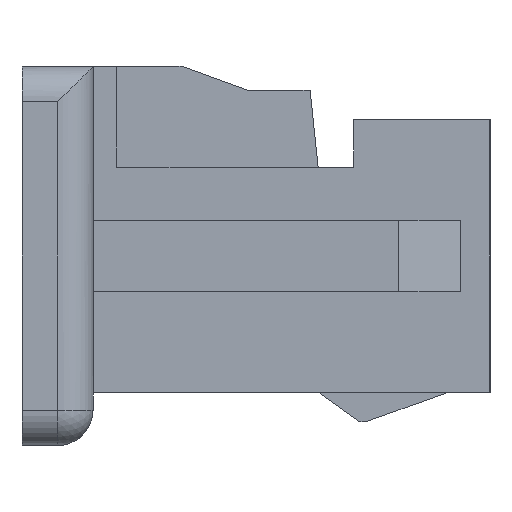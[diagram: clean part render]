
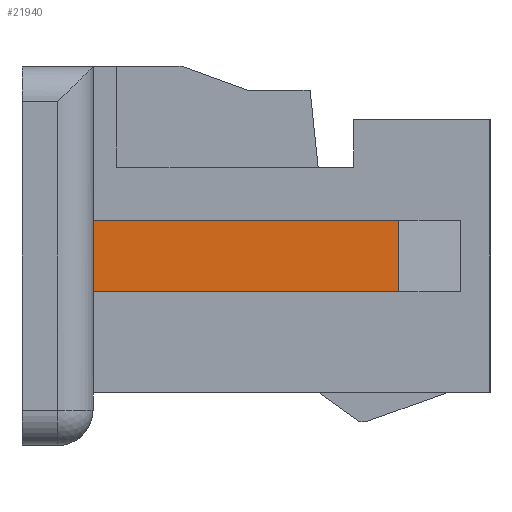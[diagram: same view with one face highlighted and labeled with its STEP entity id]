
A CAD part, left-side view. The second image highlights one B-rep face of the part: STEP entity #21940.
In plain terms, the highlighted planar face has unit normal (-1, 0, 0).
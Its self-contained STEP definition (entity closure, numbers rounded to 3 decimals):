
#17705 = PLANE('',#17706);
#17706 = AXIS2_PLACEMENT_3D('',#17707,#17708,#17709);
#17707 = CARTESIAN_POINT('',(9.6,1.375,-1.6));
#17708 = DIRECTION('',(0.,-1.,0.));
#17709 = DIRECTION('',(1.,0.,0.));
#19614 = VERTEX_POINT('',#19615);
#19615 = CARTESIAN_POINT('',(-9.9,1.375,0.3));
#19629 = PLANE('',#19630);
#19630 = AXIS2_PLACEMENT_3D('',#19631,#19632,#19633);
#19631 = CARTESIAN_POINT('',(0.,0.,0.3));
#19632 = DIRECTION('',(0.,0.,1.));
#19633 = DIRECTION('',(1.,0.,0.));
#19641 = EDGE_CURVE('',#19642,#19614,#19644,.T.);
#19642 = VERTEX_POINT('',#19643);
#19643 = CARTESIAN_POINT('',(-9.9,1.375,-0.3));
#19644 = SURFACE_CURVE('',#19645,(#19649,#19656),.PCURVE_S1.);
#19645 = LINE('',#19646,#19647);
#19646 = CARTESIAN_POINT('',(-9.9,1.375,-0.3));
#19647 = VECTOR('',#19648,1.);
#19648 = DIRECTION('',(0.,0.,1.));
#19649 = PCURVE('',#17705,#19650);
#19650 = DEFINITIONAL_REPRESENTATION('',(#19651),#19655);
#19651 = LINE('',#19652,#19653);
#19652 = CARTESIAN_POINT('',(-19.5,1.3));
#19653 = VECTOR('',#19654,1.);
#19654 = DIRECTION('',(0.,1.));
#19655 = ( GEOMETRIC_REPRESENTATION_CONTEXT(2) 
PARAMETRIC_REPRESENTATION_CONTEXT() REPRESENTATION_CONTEXT('2D SPACE',''
  ) );
#19656 = PCURVE('',#19657,#19662);
#19657 = PLANE('',#19658);
#19658 = AXIS2_PLACEMENT_3D('',#19659,#19660,#19661);
#19659 = CARTESIAN_POINT('',(-9.9,1.375,-0.3));
#19660 = DIRECTION('',(-1.,0.,0.));
#19661 = DIRECTION('',(0.,-1.,0.));
#19662 = DEFINITIONAL_REPRESENTATION('',(#19663),#19667);
#19663 = LINE('',#19664,#19665);
#19664 = CARTESIAN_POINT('',(0.,0.));
#19665 = VECTOR('',#19666,1.);
#19666 = DIRECTION('',(0.,1.));
#19667 = ( GEOMETRIC_REPRESENTATION_CONTEXT(2) 
PARAMETRIC_REPRESENTATION_CONTEXT() REPRESENTATION_CONTEXT('2D SPACE',''
  ) );
#19685 = PLANE('',#19686);
#19686 = AXIS2_PLACEMENT_3D('',#19687,#19688,#19689);
#19687 = CARTESIAN_POINT('',(0.,0.,-0.3));
#19688 = DIRECTION('',(0.,0.,1.));
#19689 = DIRECTION('',(1.,0.,0.));
#20236 = PLANE('',#20237);
#20237 = AXIS2_PLACEMENT_3D('',#20238,#20239,#20240);
#20238 = CARTESIAN_POINT('',(-9.9,-1.205,-0.3));
#20239 = DIRECTION('',(-0.866,-0.5,0.));
#20240 = DIRECTION('',(0.5,-0.866,0.));
#21723 = VERTEX_POINT('',#21724);
#21724 = CARTESIAN_POINT('',(-9.9,-1.205,0.3));
#21745 = EDGE_CURVE('',#19614,#21723,#21746,.T.);
#21746 = SURFACE_CURVE('',#21747,(#21751,#21758),.PCURVE_S1.);
#21747 = LINE('',#21748,#21749);
#21748 = CARTESIAN_POINT('',(-9.9,1.375,0.3));
#21749 = VECTOR('',#21750,1.);
#21750 = DIRECTION('',(0.,-1.,0.));
#21751 = PCURVE('',#19629,#21752);
#21752 = DEFINITIONAL_REPRESENTATION('',(#21753),#21757);
#21753 = LINE('',#21754,#21755);
#21754 = CARTESIAN_POINT('',(-9.9,1.375));
#21755 = VECTOR('',#21756,1.);
#21756 = DIRECTION('',(0.,-1.));
#21757 = ( GEOMETRIC_REPRESENTATION_CONTEXT(2) 
PARAMETRIC_REPRESENTATION_CONTEXT() REPRESENTATION_CONTEXT('2D SPACE',''
  ) );
#21758 = PCURVE('',#19657,#21759);
#21759 = DEFINITIONAL_REPRESENTATION('',(#21760),#21764);
#21760 = LINE('',#21761,#21762);
#21761 = CARTESIAN_POINT('',(0.,0.6));
#21762 = VECTOR('',#21763,1.);
#21763 = DIRECTION('',(1.,0.));
#21764 = ( GEOMETRIC_REPRESENTATION_CONTEXT(2) 
PARAMETRIC_REPRESENTATION_CONTEXT() REPRESENTATION_CONTEXT('2D SPACE',''
  ) );
#21821 = VERTEX_POINT('',#21822);
#21822 = CARTESIAN_POINT('',(-9.9,-1.205,-0.3));
#21843 = EDGE_CURVE('',#21821,#21723,#21844,.T.);
#21844 = SURFACE_CURVE('',#21845,(#21849,#21856),.PCURVE_S1.);
#21845 = LINE('',#21846,#21847);
#21846 = CARTESIAN_POINT('',(-9.9,-1.205,-0.3));
#21847 = VECTOR('',#21848,1.);
#21848 = DIRECTION('',(0.,0.,1.));
#21849 = PCURVE('',#20236,#21850);
#21850 = DEFINITIONAL_REPRESENTATION('',(#21851),#21855);
#21851 = LINE('',#21852,#21853);
#21852 = CARTESIAN_POINT('',(0.,0.));
#21853 = VECTOR('',#21854,1.);
#21854 = DIRECTION('',(0.,1.));
#21855 = ( GEOMETRIC_REPRESENTATION_CONTEXT(2) 
PARAMETRIC_REPRESENTATION_CONTEXT() REPRESENTATION_CONTEXT('2D SPACE',''
  ) );
#21856 = PCURVE('',#19657,#21857);
#21857 = DEFINITIONAL_REPRESENTATION('',(#21858),#21862);
#21858 = LINE('',#21859,#21860);
#21859 = CARTESIAN_POINT('',(2.58,0.));
#21860 = VECTOR('',#21861,1.);
#21861 = DIRECTION('',(0.,1.));
#21862 = ( GEOMETRIC_REPRESENTATION_CONTEXT(2) 
PARAMETRIC_REPRESENTATION_CONTEXT() REPRESENTATION_CONTEXT('2D SPACE',''
  ) );
#21870 = EDGE_CURVE('',#19642,#21821,#21871,.T.);
#21871 = SURFACE_CURVE('',#21872,(#21876,#21883),.PCURVE_S1.);
#21872 = LINE('',#21873,#21874);
#21873 = CARTESIAN_POINT('',(-9.9,1.375,-0.3));
#21874 = VECTOR('',#21875,1.);
#21875 = DIRECTION('',(0.,-1.,0.));
#21876 = PCURVE('',#19685,#21877);
#21877 = DEFINITIONAL_REPRESENTATION('',(#21878),#21882);
#21878 = LINE('',#21879,#21880);
#21879 = CARTESIAN_POINT('',(-9.9,1.375));
#21880 = VECTOR('',#21881,1.);
#21881 = DIRECTION('',(0.,-1.));
#21882 = ( GEOMETRIC_REPRESENTATION_CONTEXT(2) 
PARAMETRIC_REPRESENTATION_CONTEXT() REPRESENTATION_CONTEXT('2D SPACE',''
  ) );
#21883 = PCURVE('',#19657,#21884);
#21884 = DEFINITIONAL_REPRESENTATION('',(#21885),#21889);
#21885 = LINE('',#21886,#21887);
#21886 = CARTESIAN_POINT('',(0.,0.));
#21887 = VECTOR('',#21888,1.);
#21888 = DIRECTION('',(1.,0.));
#21889 = ( GEOMETRIC_REPRESENTATION_CONTEXT(2) 
PARAMETRIC_REPRESENTATION_CONTEXT() REPRESENTATION_CONTEXT('2D SPACE',''
  ) );
#21940 = ADVANCED_FACE('',(#21941),#19657,.T.);
#21941 = FACE_BOUND('',#21942,.F.);
#21942 = EDGE_LOOP('',(#21943,#21944,#21945,#21946));
#21943 = ORIENTED_EDGE('',*,*,#21870,.F.);
#21944 = ORIENTED_EDGE('',*,*,#19641,.T.);
#21945 = ORIENTED_EDGE('',*,*,#21745,.T.);
#21946 = ORIENTED_EDGE('',*,*,#21843,.F.);
